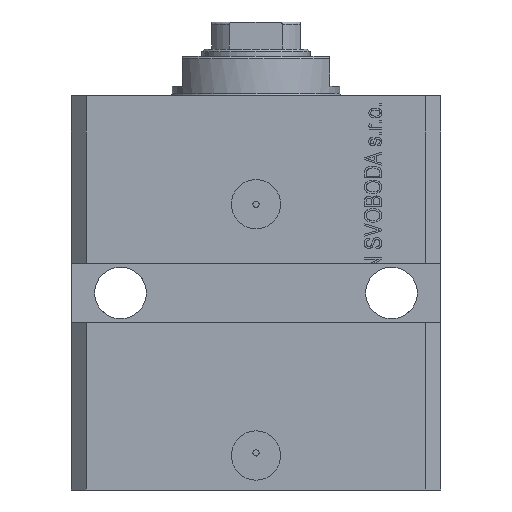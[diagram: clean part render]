
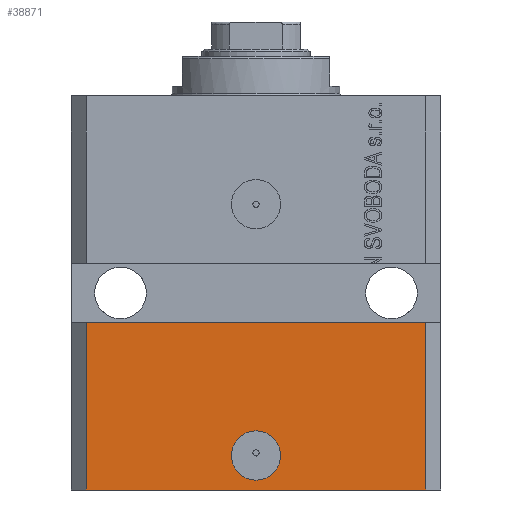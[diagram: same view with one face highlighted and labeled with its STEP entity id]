
A CAD part, front view. The second image highlights one B-rep face of the part: STEP entity #38871.
In plain terms, the highlighted planar face has unit normal (0, -1, 0).
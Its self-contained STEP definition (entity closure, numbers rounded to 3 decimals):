
#997 = EDGE_LOOP ( 'NONE', ( #7035, #39216, #24598, #38101 ) ) ;
#1901 = DIRECTION ( 'NONE',  ( 0., 0., 1. ) ) ;
#2889 = CARTESIAN_POINT ( 'NONE',  ( 34.5, -27.5, -46. ) ) ;
#2936 = DIRECTION ( 'NONE',  ( 1., 0., 0. ) ) ;
#3148 = DIRECTION ( 'NONE',  ( 0., 0., -1. ) ) ;
#3363 = PLANE ( 'NONE',  #41905 ) ;
#3533 = VERTEX_POINT ( 'NONE', #2889 ) ;
#4385 = VERTEX_POINT ( 'NONE', #25402 ) ;
#4898 = DIRECTION ( 'NONE',  ( 0., 0., 1. ) ) ;
#4977 = VECTOR ( 'NONE', #28867, 1000. ) ;
#5038 = CARTESIAN_POINT ( 'NONE',  ( -34.5, -27.5, -80. ) ) ;
#5742 = AXIS2_PLACEMENT_3D ( 'NONE', #25577, #39405, #12407 ) ;
#7012 = DIRECTION ( 'NONE',  ( 1., 0., 0. ) ) ;
#7035 = ORIENTED_EDGE ( 'NONE', *, *, #14114, .F. ) ;
#8377 = LINE ( 'NONE', #5038, #34752 ) ;
#8977 = VECTOR ( 'NONE', #2936, 1000. ) ;
#9004 = CARTESIAN_POINT ( 'NONE',  ( -5., -27.5, -73. ) ) ;
#10539 = VERTEX_POINT ( 'NONE', #26901 ) ;
#11692 = LINE ( 'NONE', #39115, #4977 ) ;
#12407 = DIRECTION ( 'NONE',  ( 1., 0., 0. ) ) ;
#13358 = AXIS2_PLACEMENT_3D ( 'NONE', #37968, #37530, #7012 ) ;
#14087 = CIRCLE ( 'NONE', #13358, 5. ) ;
#14114 = EDGE_CURVE ( 'NONE', #4385, #3533, #11692, .T. ) ;
#14123 = VERTEX_POINT ( 'NONE', #22156 ) ;
#14546 = ORIENTED_EDGE ( 'NONE', *, *, #37514, .F. ) ;
#15241 = EDGE_CURVE ( 'NONE', #23585, #29401, #32055, .T. ) ;
#16289 = CARTESIAN_POINT ( 'NONE',  ( -34.5, -27.5, -80. ) ) ;
#16953 = FACE_OUTER_BOUND ( 'NONE', #997, .T. ) ;
#18702 = CARTESIAN_POINT ( 'NONE',  ( 34.5, -27.5, -80. ) ) ;
#20292 = FACE_BOUND ( 'NONE', #27484, .T. ) ;
#20507 = CARTESIAN_POINT ( 'NONE',  ( -34.5, -27.5, -80. ) ) ;
#22156 = CARTESIAN_POINT ( 'NONE',  ( -34.5, -27.5, -80. ) ) ;
#22975 = LINE ( 'NONE', #16289, #8977 ) ;
#23585 = VERTEX_POINT ( 'NONE', #24079 ) ;
#24079 = CARTESIAN_POINT ( 'NONE',  ( 5., -27.5, -73. ) ) ;
#24598 = ORIENTED_EDGE ( 'NONE', *, *, #32463, .T. ) ;
#25402 = CARTESIAN_POINT ( 'NONE',  ( -34.5, -27.5, -46. ) ) ;
#25577 = CARTESIAN_POINT ( 'NONE',  ( 0., -27.5, -73. ) ) ;
#26901 = CARTESIAN_POINT ( 'NONE',  ( 34.5, -27.5, -80. ) ) ;
#27484 = EDGE_LOOP ( 'NONE', ( #42329, #14546 ) ) ;
#28867 = DIRECTION ( 'NONE',  ( 1., 0., 0. ) ) ;
#29401 = VERTEX_POINT ( 'NONE', #9004 ) ;
#30984 = DIRECTION ( 'NONE',  ( 0., -1., 0. ) ) ;
#31948 = VECTOR ( 'NONE', #4898, 1000. ) ;
#32055 = CIRCLE ( 'NONE', #5742, 5. ) ;
#32463 = EDGE_CURVE ( 'NONE', #14123, #10539, #22975, .T. ) ;
#34752 = VECTOR ( 'NONE', #1901, 1000. ) ;
#37514 = EDGE_CURVE ( 'NONE', #29401, #23585, #14087, .T. ) ;
#37530 = DIRECTION ( 'NONE',  ( 0., -1., 0. ) ) ;
#37968 = CARTESIAN_POINT ( 'NONE',  ( 0., -27.5, -73. ) ) ;
#38101 = ORIENTED_EDGE ( 'NONE', *, *, #39783, .T. ) ;
#38250 = EDGE_CURVE ( 'NONE', #14123, #4385, #8377, .T. ) ;
#38554 = LINE ( 'NONE', #18702, #31948 ) ;
#38871 = ADVANCED_FACE ( 'NONE', ( #20292, #16953 ), #3363, .T. ) ;
#39115 = CARTESIAN_POINT ( 'NONE',  ( -37.5, -27.5, -46. ) ) ;
#39216 = ORIENTED_EDGE ( 'NONE', *, *, #38250, .F. ) ;
#39405 = DIRECTION ( 'NONE',  ( 0., -1., 0. ) ) ;
#39783 = EDGE_CURVE ( 'NONE', #10539, #3533, #38554, .T. ) ;
#41905 = AXIS2_PLACEMENT_3D ( 'NONE', #20507, #30984, #3148 ) ;
#42329 = ORIENTED_EDGE ( 'NONE', *, *, #15241, .F. ) ;
